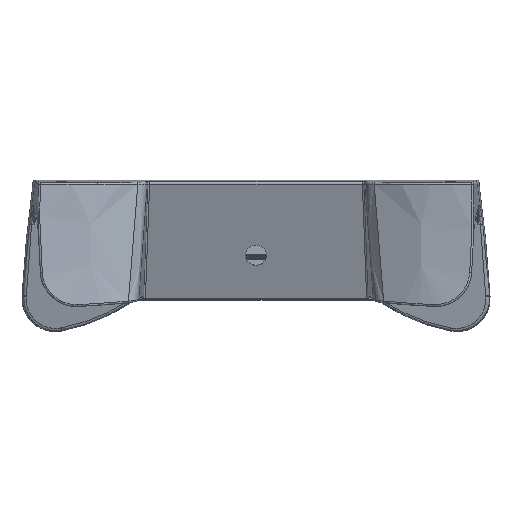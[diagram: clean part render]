
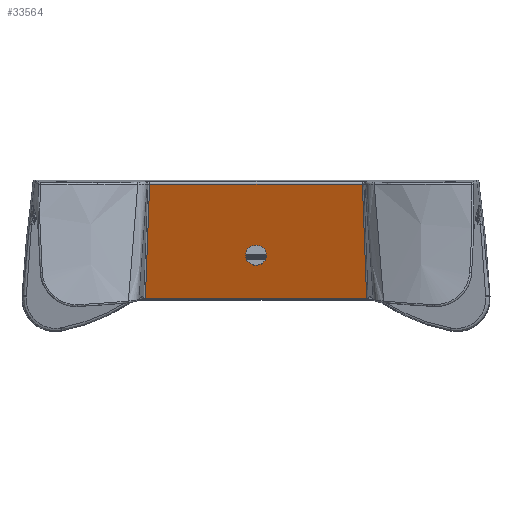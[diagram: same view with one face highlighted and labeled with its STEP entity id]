
A CAD part, top view. The second image highlights one B-rep face of the part: STEP entity #33564.
In plain terms, the highlighted planar face has unit normal (0, -0.326, 0.946).
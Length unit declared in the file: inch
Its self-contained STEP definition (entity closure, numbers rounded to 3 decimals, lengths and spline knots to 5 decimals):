
#3598 = CARTESIAN_POINT ( 'NONE',  ( 0.02898, -3.46752, 1.45564 ) ) ;
#4282 = EDGE_CURVE ( 'NONE', #85220, #144242, #89582, .T. ) ;
#4518 = CARTESIAN_POINT ( 'NONE',  ( 0.14134, -3.44566, 1.46317 ) ) ;
#4956 = CARTESIAN_POINT ( 'NONE',  ( -0.3571, -3.29424, 1.51531 ) ) ;
#5304 = CARTESIAN_POINT ( 'NONE',  ( 0.43898, -3.05246, 1.59856 ) ) ;
#5868 = CARTESIAN_POINT ( 'NONE',  ( -0.21996, -3.4127, 1.47452 ) ) ;
#6731 = ORIENTED_EDGE ( 'NONE', *, *, #94770, .F. ) ;
#13664 = DIRECTION ( 'NONE',  ( 1., 0., 0. ) ) ;
#17565 = DIRECTION ( 'NONE',  ( 0., 0.326, -0.946 ) ) ;
#17976 = CARTESIAN_POINT ( 'NONE',  ( -0.43612, -3.10684, 1.57984 ) ) ;
#18463 = CARTESIAN_POINT ( 'NONE',  ( 0.381, -3.26044, 1.52695 ) ) ;
#19822 = CARTESIAN_POINT ( 'NONE',  ( -0.32055, -3.33636, 1.50081 ) ) ;
#21216 = CARTESIAN_POINT ( 'NONE',  ( 0.21984, -3.41275, 1.4745 ) ) ;
#28505 = ORIENTED_EDGE ( 'NONE', *, *, #126159, .T. ) ;
#32857 = CARTESIAN_POINT ( 'NONE',  ( -0.41097, -3.19894, 1.54812 ) ) ;
#33343 = CARTESIAN_POINT ( 'NONE',  ( 0.33057, -3.32689, 1.50407 ) ) ;
#33564 = ADVANCED_FACE ( 'NONE', ( #88207, #141328 ), #70604, .F. ) ;
#34266 = CARTESIAN_POINT ( 'NONE',  ( 0.30026, -3.35554, 1.4942 ) ) ;
#34703 = CARTESIAN_POINT ( 'NONE',  ( -0.14164, -3.44556, 1.4632 ) ) ;
#35133 = ORIENTED_EDGE ( 'NONE', *, *, #177158, .F. ) ;
#37441 = CARTESIAN_POINT ( 'NONE',  ( 0., -3.46752, 1.45564 ) ) ;
#46159 = VERTEX_POINT ( 'NONE', #176754 ) ;
#46356 = CARTESIAN_POINT ( 'NONE',  ( 0.4109, -3.19912, 1.54806 ) ) ;
#47502 = CARTESIAN_POINT ( 'NONE',  ( 0., -3.46752, 1.45564 ) ) ;
#47711 = CARTESIAN_POINT ( 'NONE',  ( -0.34843, -3.30528, 1.51151 ) ) ;
#48632 = CARTESIAN_POINT ( 'NONE',  ( -0.15512, -3.44098, 1.46478 ) ) ;
#49112 = CARTESIAN_POINT ( 'NONE',  ( 0.15493, -3.44105, 1.46476 ) ) ;
#58492 = VECTOR ( 'NONE', #166756, 39.37008 ) ;
#60263 = CARTESIAN_POINT ( 'NONE',  ( 0.0997, -3.4569, 1.4593 ) ) ;
#60685 = CARTESIAN_POINT ( 'NONE',  ( -0.41585, -3.18609, 1.55255 ) ) ;
#60701 = VECTOR ( 'NONE', #13664, 39.37008 ) ;
#62553 = CARTESIAN_POINT ( 'NONE',  ( -0.19471, -3.42544, 1.47013 ) ) ;
#69432 = CARTESIAN_POINT ( 'NONE',  ( 4.63048, -0.10154, 2.61464 ) ) ;
#70604 = PLANE ( 'NONE',  #102977 ) ;
#71074 = CARTESIAN_POINT ( 'NONE',  ( 4.59327, -4.83682, 0.98416 ) ) ;
#71514 = DIRECTION ( 'NONE',  ( 0., 0.946, 0.326 ) ) ;
#72507 = EDGE_CURVE ( 'NONE', #78043, #85220, #85300, .T. ) ;
#73301 = CARTESIAN_POINT ( 'NONE',  ( -0.43898, -3.05246, 1.59856 ) ) ;
#74387 = ORIENTED_EDGE ( 'NONE', *, *, #106999, .F. ) ;
#76519 = CARTESIAN_POINT ( 'NONE',  ( -0.26812, -3.38223, 1.48501 ) ) ;
#78043 = VERTEX_POINT ( 'NONE', #47502 ) ;
#78267 = ORIENTED_EDGE ( 'NONE', *, *, #4282, .F. ) ;
#78821 = CARTESIAN_POINT ( 'NONE',  ( 0.42414, -3.16033, 1.56142 ) ) ;
#79741 = DIRECTION ( 'NONE',  ( 0., -0.946, -0.326 ) ) ;
#81572 = CARTESIAN_POINT ( 'NONE',  ( 0.43898, -3.07986, 1.58913 ) ) ;
#84062 = VECTOR ( 'NONE', #138748, 39.37008 ) ;
#85220 = VERTEX_POINT ( 'NONE', #5304 ) ;
#85300 = B_SPLINE_CURVE_WITH_KNOTS ( 'NONE', 3,
 ( #118905, #3598, #88201, #60263, #90968, #4518, #49112, #174699, #21216, #161682, #134685, #117057, #34266, #33343, #173765, #18463, #147733, #46356, #103074, #78821, #178352, #166236, #81572, #94619 ),
 .UNSPECIFIED., .F., .F.,
 ( 4, 2, 2, 2, 2, 2, 2, 2, 2, 2, 2, 4 ),
 ( 0., 0.00218, 0.00327, 0.00436, 0.00655, 0.00764, 0.00873, 0.01091, 0.01309, 0.01419, 0.01528, 0.01746 ),
 .UNSPECIFIED. ) ;
#88201 = CARTESIAN_POINT ( 'NONE',  ( 0.05752, -3.46482, 1.45657 ) ) ;
#88207 = FACE_BOUND ( 'NONE', #107084, .T. ) ;
#88637 = CARTESIAN_POINT ( 'NONE',  ( -0.43898, -3.07986, 1.58913 ) ) ;
#89546 = CARTESIAN_POINT ( 'NONE',  ( -0.3945, -3.23649, 1.53519 ) ) ;
#89582 = CIRCLE ( 'NONE', #137152, 0.43898 ) ;
#89901 = ORIENTED_EDGE ( 'NONE', *, *, #114405, .F. ) ;
#90968 = CARTESIAN_POINT ( 'NONE',  ( 0.11365, -3.4536, 1.46043 ) ) ;
#93436 = ORIENTED_EDGE ( 'NONE', *, *, #72507, .F. ) ;
#93663 = VERTEX_POINT ( 'NONE', #71074 ) ;
#93678 = CARTESIAN_POINT ( 'NONE',  ( 0., -3.05246, 1.59856 ) ) ;
#94127 = CARTESIAN_POINT ( 'NONE',  ( -0.11409, -3.45349, 1.46047 ) ) ;
#94619 = CARTESIAN_POINT ( 'NONE',  ( 0.43898, -3.05246, 1.59856 ) ) ;
#94770 = EDGE_CURVE ( 'NONE', #183473, #46159, #140152, .T. ) ;
#95144 = LINE ( 'NONE', #109118, #58492 ) ;
#102977 = AXIS2_PLACEMENT_3D ( 'NONE', #144992, #17565, #71514 ) ;
#103074 = CARTESIAN_POINT ( 'NONE',  ( 0.41575, -3.18637, 1.55245 ) ) ;
#104432 = CARTESIAN_POINT ( 'NONE',  ( -0.33017, -3.32632, 1.50426 ) ) ;
#106854 = DIRECTION ( 'NONE',  ( 0.035, 0.945, 0.325 ) ) ;
#106999 = EDGE_CURVE ( 'NONE', #117405, #183473, #148735, .T. ) ;
#107084 = EDGE_LOOP ( 'NONE', ( #93436, #89901, #78267 ) ) ;
#109118 = CARTESIAN_POINT ( 'NONE',  ( 4.5961, -4.91297, 0.95794 ) ) ;
#114405 = EDGE_CURVE ( 'NONE', #144242, #78043, #115667, .T. ) ;
#114849 = VECTOR ( 'NONE', #106854, 39.37008 ) ;
#115667 = B_SPLINE_CURVE_WITH_KNOTS ( 'NONE', 3,
 ( #159362, #88637, #17976, #133306, #131447, #60685, #32857, #89546, #132365, #4956, #47711, #104432, #19822, #161200, #76519, #5868, #62553, #48632, #34703, #94127, #167563, #149984, #165752, #37441 ),
 .UNSPECIFIED., .F., .F.,
 ( 4, 2, 2, 2, 2, 2, 2, 2, 2, 2, 2, 4 ),
 ( 0., 0.00218, 0.00327, 0.00436, 0.00655, 0.00764, 0.00873, 0.01091, 0.01309, 0.01419, 0.01528, 0.01746 ),
 .UNSPECIFIED. ) ;
#117057 = CARTESIAN_POINT ( 'NONE',  ( 0.28965, -3.36464, 1.49107 ) ) ;
#117405 = VERTEX_POINT ( 'NONE', #181064 ) ;
#118905 = CARTESIAN_POINT ( 'NONE',  ( 0., -3.46752, 1.45564 ) ) ;
#120842 = CARTESIAN_POINT ( 'NONE',  ( -4.41732, -0.10154, 2.61464 ) ) ;
#126159 = EDGE_CURVE ( 'NONE', #93663, #46159, #95144, .T. ) ;
#126645 = CARTESIAN_POINT ( 'NONE',  ( 11.08346, -4.83682, 0.98415 ) ) ;
#131447 = CARTESIAN_POINT ( 'NONE',  ( -0.42426, -3.15991, 1.56156 ) ) ;
#132365 = CARTESIAN_POINT ( 'NONE',  ( -0.38105, -3.26032, 1.52699 ) ) ;
#133306 = CARTESIAN_POINT ( 'NONE',  ( -0.42775, -3.14672, 1.5661 ) ) ;
#134685 = CARTESIAN_POINT ( 'NONE',  ( 0.2674, -3.38191, 1.48512 ) ) ;
#137152 = AXIS2_PLACEMENT_3D ( 'NONE', #93678, #150470, #79741 ) ;
#138748 = DIRECTION ( 'NONE',  ( -1., 0., 0. ) ) ;
#140152 = LINE ( 'NONE', #69432, #60701 ) ;
#141328 = FACE_OUTER_BOUND ( 'NONE', #176707, .T. ) ;
#144242 = VERTEX_POINT ( 'NONE', #73301 ) ;
#144992 = CARTESIAN_POINT ( 'NONE',  ( 11.08346, -4.88704, 0.96686 ) ) ;
#147733 = CARTESIAN_POINT ( 'NONE',  ( 0.39447, -3.23655, 1.53517 ) ) ;
#148735 = LINE ( 'NONE', #120842, #114849 ) ;
#149984 = CARTESIAN_POINT ( 'NONE',  ( -0.05759, -3.46482, 1.45657 ) ) ;
#150470 = DIRECTION ( 'NONE',  ( 0., -0.326, 0.946 ) ) ;
#152064 = CARTESIAN_POINT ( 'NONE',  ( -4.41732, -0.10154, 2.61464 ) ) ;
#159362 = CARTESIAN_POINT ( 'NONE',  ( -0.43898, -3.05246, 1.59856 ) ) ;
#161200 = CARTESIAN_POINT ( 'NONE',  ( -0.29025, -3.36502, 1.49094 ) ) ;
#161682 = CARTESIAN_POINT ( 'NONE',  ( 0.25571, -3.3901, 1.4823 ) ) ;
#165752 = CARTESIAN_POINT ( 'NONE',  ( -0.02898, -3.46752, 1.45564 ) ) ;
#166236 = CARTESIAN_POINT ( 'NONE',  ( 0.43612, -3.10691, 1.57981 ) ) ;
#166756 = DIRECTION ( 'NONE',  ( -0.035, 0.945, 0.325 ) ) ;
#167563 = CARTESIAN_POINT ( 'NONE',  ( -0.09998, -3.45684, 1.45932 ) ) ;
#173765 = CARTESIAN_POINT ( 'NONE',  ( 0.34878, -3.30597, 1.51127 ) ) ;
#174699 = CARTESIAN_POINT ( 'NONE',  ( 0.19464, -3.42548, 1.47012 ) ) ;
#176707 = EDGE_LOOP ( 'NONE', ( #6731, #74387, #35133, #28505 ) ) ;
#176754 = CARTESIAN_POINT ( 'NONE',  ( 4.41732, -0.10154, 2.61464 ) ) ;
#177158 = EDGE_CURVE ( 'NONE', #93663, #117405, #182401, .T. ) ;
#178352 = CARTESIAN_POINT ( 'NONE',  ( 0.42768, -3.14699, 1.56601 ) ) ;
#181064 = CARTESIAN_POINT ( 'NONE',  ( -4.59327, -4.83682, 0.98416 ) ) ;
#182401 = LINE ( 'NONE', #126645, #84062 ) ;
#183473 = VERTEX_POINT ( 'NONE', #152064 ) ;
